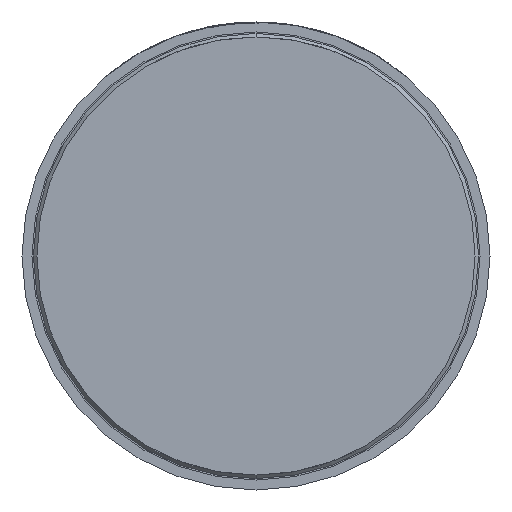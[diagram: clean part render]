
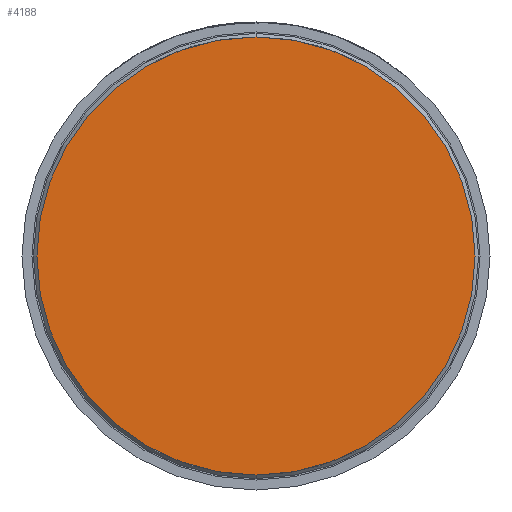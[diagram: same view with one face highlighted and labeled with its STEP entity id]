
A CAD part, front view. The second image highlights one B-rep face of the part: STEP entity #4188.
In plain terms, the highlighted planar face has unit normal (0, -1, 0).
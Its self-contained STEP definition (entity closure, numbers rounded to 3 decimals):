
#293 = DIRECTION ( 'NONE',  ( 0., 1., 0. ) ) ;
#435 = CARTESIAN_POINT ( 'NONE',  ( 0., 0., 0. ) ) ;
#494 = CARTESIAN_POINT ( 'NONE',  ( 2.2, 0., 0. ) ) ;
#602 = AXIS2_PLACEMENT_3D ( 'NONE', #4178, #1543, #4148 ) ;
#982 = AXIS2_PLACEMENT_3D ( 'NONE', #435, #4164, #3450 ) ;
#1334 = FACE_OUTER_BOUND ( 'NONE', #1790, .T. ) ;
#1543 = DIRECTION ( 'NONE',  ( 0., -1., 0. ) ) ;
#1581 = PLANE ( 'NONE',  #3524 ) ;
#1790 = EDGE_LOOP ( 'NONE', ( #2809, #2293 ) ) ;
#2242 = CARTESIAN_POINT ( 'NONE',  ( 0., 0., 1.9 ) ) ;
#2293 = ORIENTED_EDGE ( 'NONE', *, *, #2343, .T. ) ;
#2343 = EDGE_CURVE ( 'Defeature ausgef�hrt3_323+Defeature ausgef�hrt3_330+Defeature ausgef�hrt3_330+Defeature ausgef�hrt3_330', #2649, #4138, #4239, .T. ) ;
#2649 = VERTEX_POINT ( 'NONE', #3345 ) ;
#2809 = ORIENTED_EDGE ( 'NONE', *, *, #4216, .T. ) ;
#2822 = DIRECTION ( 'NONE',  ( -1., 0., 0. ) ) ;
#3345 = CARTESIAN_POINT ( 'NONE',  ( -2.2, 0., 0. ) ) ;
#3450 = DIRECTION ( 'NONE',  ( 1., 0., 0. ) ) ;
#3524 = AXIS2_PLACEMENT_3D ( 'NONE', #2242, #293, #2822 ) ;
#4079 = CIRCLE ( 'NONE', #602, 2.2 ) ;
#4138 = VERTEX_POINT ( 'NONE', #494 ) ;
#4148 = DIRECTION ( 'NONE',  ( 1., 0., 0. ) ) ;
#4164 = DIRECTION ( 'NONE',  ( 0., -1., 0. ) ) ;
#4178 = CARTESIAN_POINT ( 'NONE',  ( 0., 0., 0. ) ) ;
#4188 = ADVANCED_FACE ( 'Defeature ausgef�hrt3_323', ( #1334 ), #1581, .F. ) ;
#4216 = EDGE_CURVE ( 'Defeature ausgef�hrt3_323+Defeature ausgef�hrt3_330+Defeature ausgef�hrt3_330+Defeature ausgef�hrt3_330', #4138, #2649, #4079, .T. ) ;
#4239 = CIRCLE ( 'NONE', #982, 2.2 ) ;
